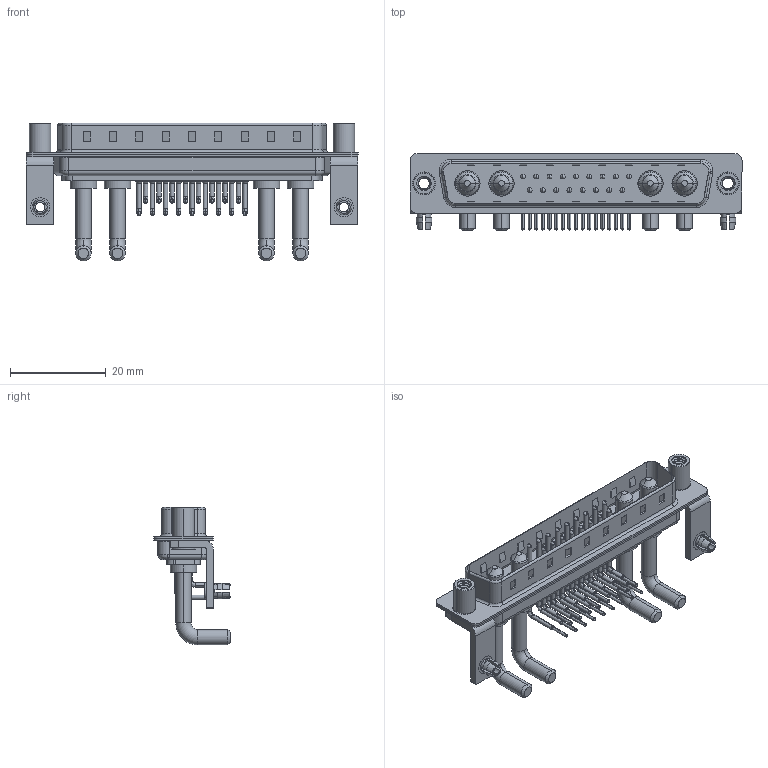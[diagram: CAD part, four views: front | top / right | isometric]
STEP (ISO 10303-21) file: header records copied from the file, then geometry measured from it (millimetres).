
FILE_DESCRIPTION (( 'STEP AP203' ), '1' );
FILE_NAME ('629-21W4650-3N5.STEP', '2022-05-17T09:28:28', ( '' ), ( '' ), 'SwSTEP 2.0', 'SolidWorks 2020', '' );
FILE_SCHEMA (( 'CONFIG_CONTROL_DESIGN' ));
Length unit declared in the file: millimetre
Products named in the file (10): 629Combo Threaded Standoff_5; 629Combo Shell Rear_37 Contacts; 629-21W4650-3N5; Power Pin_Ext 30A RA; 629Combo Board Lock; 629Combo Stabilizer Bracket; 629Combo Contact Row 2; 629Combo Contact Row 1; 629Combo Housing_21W4; 629Combo Shell Front_37 Contacts
Assembly tree (30 placements, depth 2):
  629-21W4650-3N5
    629Combo Housing_21W4
    629Combo Shell Rear_37 Contacts
    629Combo Shell Front_37 Contacts
    629Combo Stabilizer Bracket  x2
    629Combo Board Lock  x2
    629Combo Threaded Standoff_5  x2
    Power Pin_Ext 30A RA  x4
    629Combo Contact Row 1  x9
    629Combo Contact Row 2  x8
Bounding box: 69.4 x 16.05 x 28.83 mm (x, y, z)
Volume: 5229.4 mm3; surface area: 11594 mm2
Topology: 34 solids, 34 shells, 2634 faces, 7197 edges, 4660 vertices
Faces by surface type: plane 1401, cylinder 929, cone 126, bspline 112, torus 66
Entity records: 30225 total; most frequent: CARTESIAN_POINT 6774, DIRECTION 4718, ORIENTED_EDGE 4456, EDGE_CURVE 2228, AXIS2_PLACEMENT_3D 1697, VERTEX_POINT 1439, LINE 1324, VECTOR 1324
